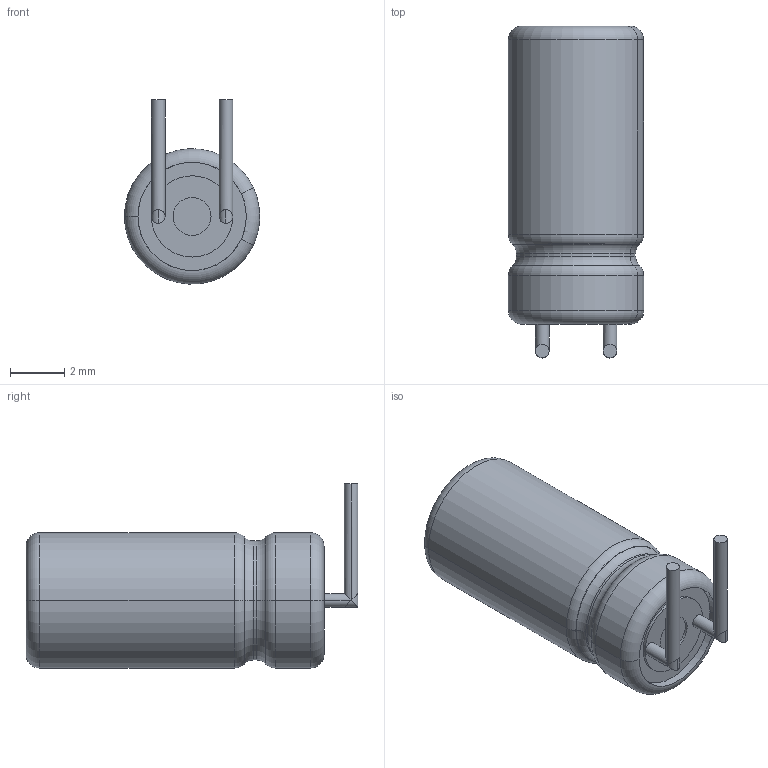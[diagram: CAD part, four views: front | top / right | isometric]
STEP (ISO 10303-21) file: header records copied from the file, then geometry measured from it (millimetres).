
FILE_DESCRIPTION(('FreeCAD Model'),'2;1');
FILE_NAME('Open CASCADE Shape Model','2024-02-24T01:25:34',(''),(''), 'Open CASCADE STEP processor 7.6','FreeCAD','Unknown');
FILE_SCHEMA(('AUTOMOTIVE_DESIGN { 1 0 10303 214 1 1 1 1 }'));
Length unit declared in the file: millimetre
Products named in the file (10): CP_Radial_D5_0mm_P2_50mm_Horizontal; 860010772002006; 860010772002; 860010772002001; 860010772002004; 860010772002005; Exploded Slice002; Slice002.0; Exploded Slice003; Slice003.1
Assembly tree (9 placements, depth 3):
  CP_Radial_D5_0mm_P2_50mm_Horizontal
    860010772002006
      860010772002
      860010772002001
      860010772002004
      860010772002005
    Exploded Slice002
      Slice002.0
    Exploded Slice003
      Slice003.1
Bounding box: 4.99 x 12.25 x 6.8 mm (x, y, z)
Volume: 206.5 mm3; surface area: 411.7 mm2
Topology: 6 solids, 6 shells, 98 faces, 232 edges, 148 vertices
Faces by surface type: cylinder 39, plane 32, torus 21, cone 6
Entity records: 6343 total; most frequent: CARTESIAN_POINT 1314, DIRECTION 992, ORIENTED_EDGE 464, PCURVE 464, DEFINITIONAL_REPRESENTATION 464, LINE 457, VECTOR 457, AXIS2_PLACEMENT_3D 243
